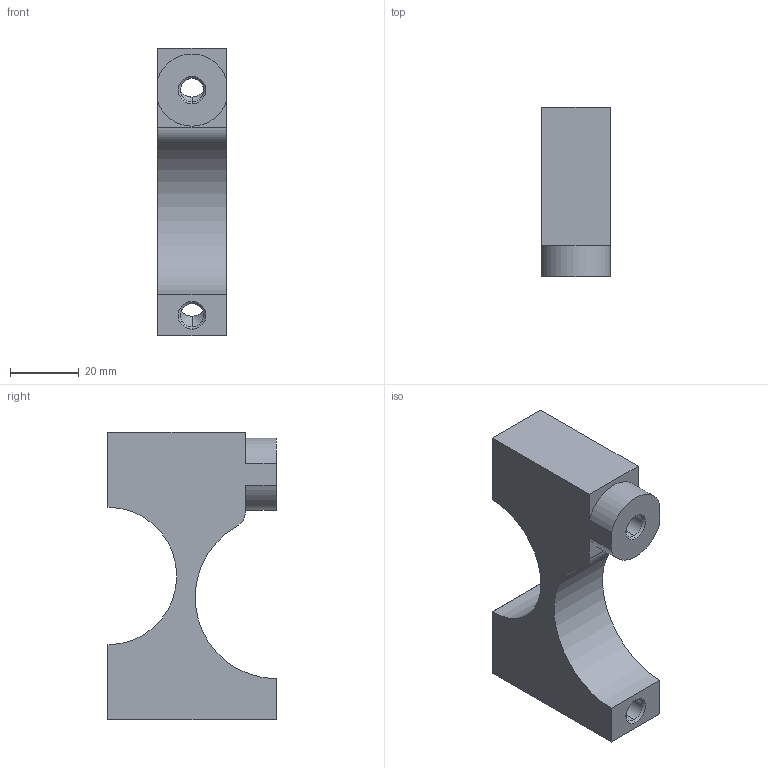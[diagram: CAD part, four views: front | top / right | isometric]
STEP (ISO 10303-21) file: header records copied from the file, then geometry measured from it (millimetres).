
FILE_DESCRIPTION (( 'STEP AP203' ), '1' );
FILE_NAME ('lifter gearbox saddle v3.STEP', '2017-03-10T10:18:57', ( '' ), ( '' ), 'SwSTEP 2.0', 'SolidWorks 2015', '' );
FILE_SCHEMA (( 'CONFIG_CONTROL_DESIGN' ));
Length unit declared in the file: millimetre
Products named in the file (1): lifter gearbox saddle v3
Bounding box: 20 x 49.1 x 83.74 mm (x, y, z)
Volume: 45753.7 mm3; surface area: 13564.1 mm2
Topology: 1 solids, 1 shells, 42 faces, 107 edges, 65 vertices
Faces by surface type: cone 16, cylinder 14, plane 12
Entity records: 1426 total; most frequent: CARTESIAN_POINT 325, DIRECTION 219, ORIENTED_EDGE 210, EDGE_CURVE 105, AXIS2_PLACEMENT_3D 79, VERTEX_POINT 65, VECTOR 61, LINE 61
